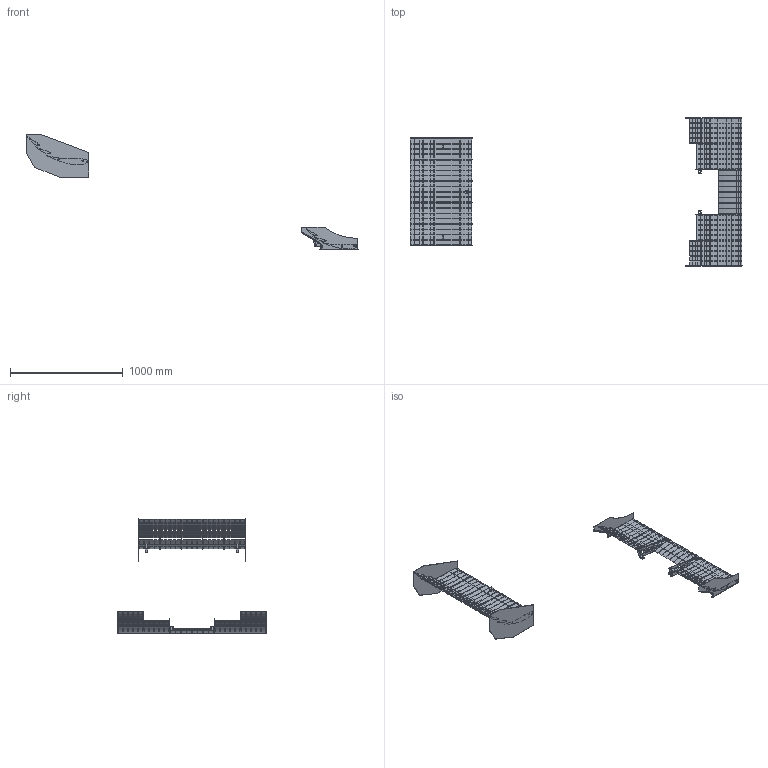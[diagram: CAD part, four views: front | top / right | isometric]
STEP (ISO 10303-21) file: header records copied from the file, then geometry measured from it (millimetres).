
FILE_DESCRIPTION(/* description */ (''),/* implementation_level */ '2;1');
FILE_NAME(/* name */ 'Aero_assembly1.stp',/* time_stamp */ '2018-04-21T00:03:49+09:00',/* author */ ('ku_sk'),/* organization */ (''),/* preprocessor_version */ 'ST-DEVELOPER v17',/* originating_system */ 'Autodesk Inventor 2018',/* authorisation */ '');
FILE_SCHEMA (('AUTOMOTIVE_DESIGN { 1 0 10303 214 3 1 1 }'));
Length unit declared in the file: millimetre
Products named in the file (32): Aero_assembly; Fr.wing_assy; mainflap_center; plate; uretan_mc; mainflap_side; plate_1; uretan_ms; subflap2; plate_sf2; uretan_sf; endplate; endplate1; bracket2; bracket1; bracket1(body); axis3; axis2; axis_f1; Rr.wing_assy; mainflap; flap_m; uretan_m; subflap; flap_s; uretan_s; bracket; endplate_1; bracket2_1; bracket3; axis2_1; axis_r1
Assembly tree (120 placements, depth 4):
  Aero_assembly
    Fr.wing_assy
      mainflap_center
        plate  x9
        uretan_mc  x8
      mainflap_side  x4
        plate_1
        uretan_ms
      subflap2  x6
        plate_sf2
        uretan_sf
      endplate
      endplate1
      bracket2  x2
      bracket1  x2
      bracket1(body)  x2
      axis3  x4
      axis2  x4
      axis_f1  x2
    Rr.wing_assy
      mainflap  x5
        flap_m
        uretan_m
      subflap  x10
        flap_s
        uretan_s
      bracket  x4
      endplate_1  x2
      bracket2_1  x2
      bracket3  x3
      axis2_1  x4
      axis_r1  x2
Bounding box: 2943.62 x 1316 x 1022.4 mm (x, y, z)
Volume: 28454353.3 mm3; surface area: 6852147.9 mm2
Topology: 297 solids, 297 shells, 4592 faces, 11990 edges, 7992 vertices
Faces by surface type: cylinder 3802, plane 782, bspline 8
Full cylindrical faces by diameter (mm): 5 x14, 6 x352, 8 x14, 12 x242
Entity records: 15634 total; most frequent: CARTESIAN_POINT 2841, DIRECTION 2741, ORIENTED_EDGE 2194, AXIS2_PLACEMENT_3D 1100, EDGE_CURVE 1097, VERTEX_POINT 730, EDGE_LOOP 541, LINE 541
